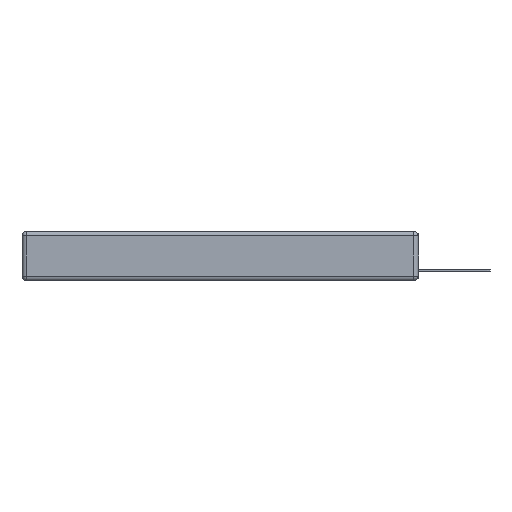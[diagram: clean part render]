
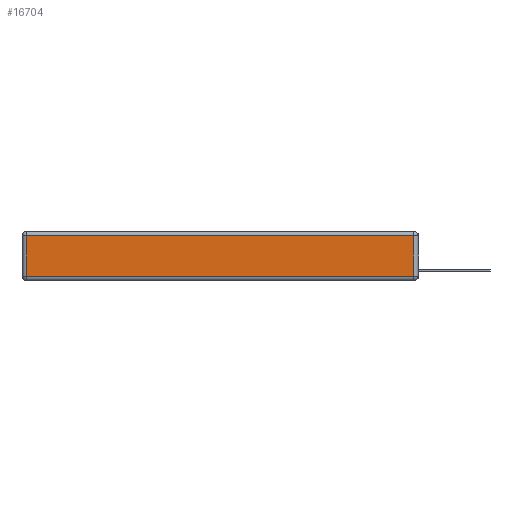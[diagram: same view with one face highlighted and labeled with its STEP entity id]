
A CAD part, left-side view. The second image highlights one B-rep face of the part: STEP entity #16704.
In plain terms, the highlighted planar face has unit normal (-1, 0, 0).
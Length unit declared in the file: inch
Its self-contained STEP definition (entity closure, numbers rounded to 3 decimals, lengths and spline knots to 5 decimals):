
#67 = ORIENTED_EDGE ( 'NONE', *, *, #3208, .T. ) ;
#128 = DIRECTION ( 'NONE',  ( 0., 0., 1. ) ) ;
#323 = ORIENTED_EDGE ( 'NONE', *, *, #16651, .T. ) ;
#1081 = VECTOR ( 'NONE', #1569, 39.37008 ) ;
#1569 = DIRECTION ( 'NONE',  ( 0., -1., 0. ) ) ;
#1829 = VERTEX_POINT ( 'NONE', #11136 ) ;
#3208 = EDGE_CURVE ( 'NONE', #3584, #1829, #9084, .T. ) ;
#3584 = VERTEX_POINT ( 'NONE', #11317 ) ;
#4105 = VERTEX_POINT ( 'NONE', #13375 ) ;
#4748 = CARTESIAN_POINT ( 'NONE',  ( 0., 2.72, -0.343 ) ) ;
#6168 = EDGE_CURVE ( 'NONE', #4105, #3584, #16039, .T. ) ;
#6405 = DIRECTION ( 'NONE',  ( 0., 0., 1. ) ) ;
#7830 = CARTESIAN_POINT ( 'NONE',  ( 0., 0., -0.343 ) ) ;
#7893 = CARTESIAN_POINT ( 'NONE',  ( 0., 2.75, -0.03 ) ) ;
#8844 = CARTESIAN_POINT ( 'NONE',  ( 0., 0.03, -0.343 ) ) ;
#9009 = DIRECTION ( 'NONE',  ( 0., 1., 0. ) ) ;
#9084 = LINE ( 'NONE', #8844, #15755 ) ;
#9152 = CARTESIAN_POINT ( 'NONE',  ( 0., 0., -0.313 ) ) ;
#9498 = FACE_OUTER_BOUND ( 'NONE', #15026, .T. ) ;
#9517 = VECTOR ( 'NONE', #9009, 39.37008 ) ;
#9967 = LINE ( 'NONE', #4748, #16402 ) ;
#11136 = CARTESIAN_POINT ( 'NONE',  ( 0., 0.03, -0.03 ) ) ;
#11317 = CARTESIAN_POINT ( 'NONE',  ( 0., 0.03, -0.313 ) ) ;
#11580 = AXIS2_PLACEMENT_3D ( 'NONE', #7830, #16730, #128 ) ;
#11747 = CARTESIAN_POINT ( 'NONE',  ( 0., 2.72, -0.03 ) ) ;
#12446 = VERTEX_POINT ( 'NONE', #11747 ) ;
#12873 = PLANE ( 'NONE',  #11580 ) ;
#12991 = ORIENTED_EDGE ( 'NONE', *, *, #15397, .T. ) ;
#13375 = CARTESIAN_POINT ( 'NONE',  ( 0., 2.72, -0.313 ) ) ;
#14766 = LINE ( 'NONE', #7893, #9517 ) ;
#14957 = ORIENTED_EDGE ( 'NONE', *, *, #6168, .T. ) ;
#15026 = EDGE_LOOP ( 'NONE', ( #14957, #67, #323, #12991 ) ) ;
#15397 = EDGE_CURVE ( 'NONE', #12446, #4105, #9967, .T. ) ;
#15473 = DIRECTION ( 'NONE',  ( 0., 0., -1. ) ) ;
#15755 = VECTOR ( 'NONE', #6405, 39.37008 ) ;
#16039 = LINE ( 'NONE', #9152, #1081 ) ;
#16402 = VECTOR ( 'NONE', #15473, 39.37008 ) ;
#16651 = EDGE_CURVE ( 'NONE', #1829, #12446, #14766, .T. ) ;
#16704 = ADVANCED_FACE ( 'NONE', ( #9498 ), #12873, .T. ) ;
#16730 = DIRECTION ( 'NONE',  ( -1., 0., 0. ) ) ;
